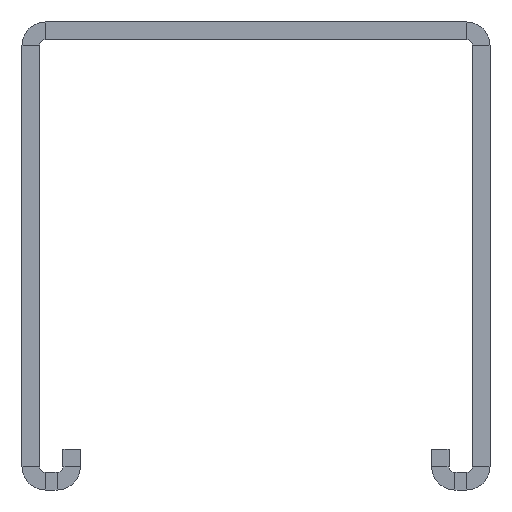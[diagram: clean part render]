
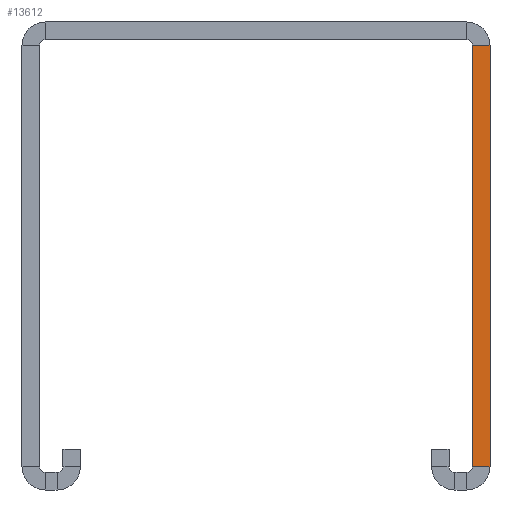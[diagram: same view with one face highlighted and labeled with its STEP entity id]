
A CAD part, front view. The second image highlights one B-rep face of the part: STEP entity #13612.
In plain terms, the highlighted planar face has unit normal (0, -1, 0).
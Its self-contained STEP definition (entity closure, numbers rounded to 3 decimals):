
#1193=DIRECTION('',(-1.,0.,0.));
#1194=VECTOR('',#1193,3.);
#1195=CARTESIAN_POINT('',(40.,-1500.,-36.));
#1196=LINE('',#1195,#1194);
#1197=DIRECTION('',(0.,0.,-1.));
#1198=VECTOR('',#1197,72.);
#1199=CARTESIAN_POINT('',(37.,-1500.,36.));
#1200=LINE('',#1199,#1198);
#1201=DIRECTION('',(0.,0.,-1.));
#1202=VECTOR('',#1201,72.);
#1203=CARTESIAN_POINT('',(40.,-1500.,36.));
#1204=LINE('',#1203,#1202);
#3433=DIRECTION('',(-1.,0.,0.));
#3434=VECTOR('',#3433,3.);
#3435=CARTESIAN_POINT('',(40.,-1500.,36.));
#3436=LINE('',#3435,#3434);
#9842=CARTESIAN_POINT('',(40.,-1500.,-36.));
#9844=VERTEX_POINT('',#9842);
#9854=CARTESIAN_POINT('',(40.,-1500.,36.));
#9856=VERTEX_POINT('',#9854);
#9890=CARTESIAN_POINT('',(37.,-1500.,-36.));
#9892=VERTEX_POINT('',#9890);
#9902=CARTESIAN_POINT('',(37.,-1500.,36.));
#9904=VERTEX_POINT('',#9902);
#13598=CARTESIAN_POINT('',(38.5,-1500.,0.));
#13599=DIRECTION('',(0.,-1.,0.));
#13600=DIRECTION('',(0.,0.,-1.));
#13601=AXIS2_PLACEMENT_3D('',#13598,#13599,#13600);
#13602=PLANE('',#13601);
#13604=ORIENTED_EDGE('',*,*,#13603,.T.);
#13606=ORIENTED_EDGE('',*,*,#13605,.F.);
#13608=ORIENTED_EDGE('',*,*,#13607,.F.);
#13609=ORIENTED_EDGE('',*,*,#12989,.T.);
#13610=EDGE_LOOP('',(#13604,#13606,#13608,#13609));
#13611=FACE_OUTER_BOUND('',#13610,.F.);
#13612=ADVANCED_FACE('',(#13611),#13602,.T.);
#12989=EDGE_CURVE('',#9856,#9844,#1204,.T.);
#13603=EDGE_CURVE('',#9844,#9892,#1196,.T.);
#13605=EDGE_CURVE('',#9904,#9892,#1200,.T.);
#13607=EDGE_CURVE('',#9856,#9904,#3436,.T.);
